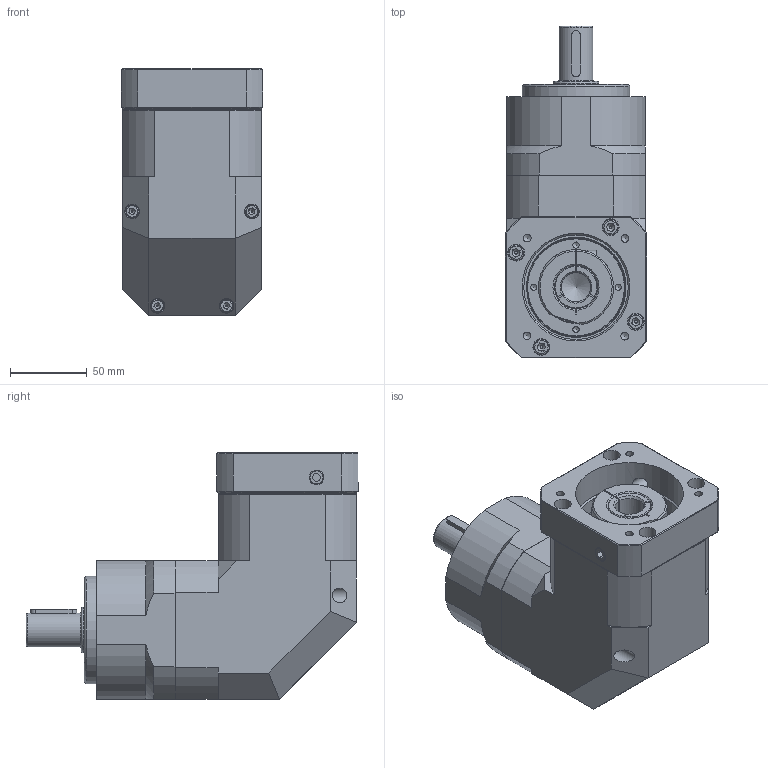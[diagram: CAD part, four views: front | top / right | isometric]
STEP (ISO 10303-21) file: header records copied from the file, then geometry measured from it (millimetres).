
FILE_DESCRIPTION((''),'2;1');
FILE_NAME('KSEL-90-1.stp','2014-04-09T16:54:04',('young'),(''),'Autodesk Inventor 2012','Autodesk Inventor 2012','');
FILE_SCHEMA(('AUTOMOTIVE_DESIGN { 1 0 10303 214 1 1 1 1 }'));
Length unit declared in the file: millimetre
Products named in the file (1): KSEL-90-1
Bounding box: 92 x 216.1 x 160.3 mm (x, y, z)
Volume: 1256200.7 mm3; surface area: 212138.8 mm2
Topology: 21 solids, 21 shells, 634 faces, 1517 edges, 984 vertices
Faces by surface type: plane 346, cylinder 151, cone 100, torus 19, bspline 18
Full cylindrical faces by diameter (mm): 4 x4, 4.2 x4, 5 x16, 5.1 x1, 5.5 x4, 6 x9, 6.5 x1, 6.8 x5, 8 x1, 8.433 x2, 8.5 x4, 9.5 x6, 10 x5, 11 x4, 17 x1, 19 x1, 22 x1, 28.4 x1, 29.8 x2, 30 x2, 39 x1, 43 x1, 45 x2, 47 x1, 50 x2, 55 x2, 62 x1, 63.92 x18, 65 x2, 68 x1
Entity records: 23770 total; most frequent: CARTESIAN_POINT 10370, DIRECTION 2686, ORIENTED_EDGE 2548, EDGE_CURVE 1274, AXIS2_PLACEMENT_3D 1028, VERTEX_POINT 934, EDGE_LOOP 884, VECTOR 630
